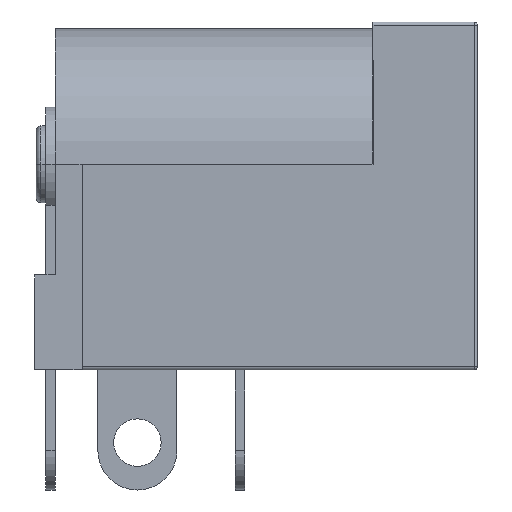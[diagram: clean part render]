
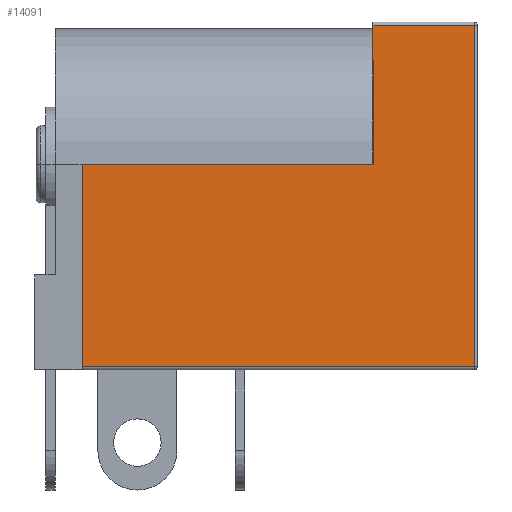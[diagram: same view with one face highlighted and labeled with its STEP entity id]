
A CAD part, left-side view. The second image highlights one B-rep face of the part: STEP entity #14091.
In plain terms, the highlighted planar face has unit normal (-1, 0, 0).
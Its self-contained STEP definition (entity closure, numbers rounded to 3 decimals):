
#21 = DIRECTION ( 'NONE',  ( 0., 1., 0. ) ) ;
#69 = CARTESIAN_POINT ( 'NONE',  ( -4.675, -3.7, 10.9 ) ) ;
#152 = ORIENTED_EDGE ( 'NONE', *, *, #6341, .T. ) ;
#942 = DIRECTION ( 'NONE',  ( 0., 0., 1. ) ) ;
#1058 = CARTESIAN_POINT ( 'NONE',  ( -4.675, -6.9, 0.1 ) ) ;
#1311 = CARTESIAN_POINT ( 'NONE',  ( -4.675, 5.5, 10. ) ) ;
#1348 = VECTOR ( 'NONE', #942, 1000. ) ;
#1589 = LINE ( 'NONE', #1311, #7975 ) ;
#1869 = DIRECTION ( 'NONE',  ( 0., -1., 0. ) ) ;
#2210 = CARTESIAN_POINT ( 'NONE',  ( -4.675, -3.7, 10.9 ) ) ;
#2281 = LINE ( 'NONE', #8056, #13220 ) ;
#2347 = CARTESIAN_POINT ( 'NONE',  ( -4.675, -6.9, 10.9 ) ) ;
#2888 = ORIENTED_EDGE ( 'NONE', *, *, #17789, .T. ) ;
#3413 = VERTEX_POINT ( 'NONE', #2347 ) ;
#3760 = LINE ( 'NONE', #13894, #1348 ) ;
#5062 = EDGE_CURVE ( 'NONE', #16305, #12774, #1589, .T. ) ;
#6252 = EDGE_CURVE ( 'NONE', #9287, #16305, #2281, .T. ) ;
#6341 = EDGE_CURVE ( 'NONE', #3413, #13318, #15846, .T. ) ;
#7271 = DIRECTION ( 'NONE',  ( 0., 0., -1. ) ) ;
#7281 = LINE ( 'NONE', #11802, #17343 ) ;
#7313 = CARTESIAN_POINT ( 'NONE',  ( -4.675, 5.5, 6.5 ) ) ;
#7694 = EDGE_LOOP ( 'NONE', ( #17305, #18566, #17612, #152, #2888, #13090 ) ) ;
#7975 = VECTOR ( 'NONE', #7271, 1000. ) ;
#8056 = CARTESIAN_POINT ( 'NONE',  ( -4.675, -17.062, 6.5 ) ) ;
#8620 = DIRECTION ( 'NONE',  ( 1., 0., 0. ) ) ;
#9287 = VERTEX_POINT ( 'NONE', #11351 ) ;
#10285 = CARTESIAN_POINT ( 'NONE',  ( -4.675, 7., 0.1 ) ) ;
#11351 = CARTESIAN_POINT ( 'NONE',  ( -4.675, -3.7, 6.5 ) ) ;
#11573 = DIRECTION ( 'NONE',  ( 0., 1., 0. ) ) ;
#11802 = CARTESIAN_POINT ( 'NONE',  ( -4.675, -3.7, 6.5 ) ) ;
#12774 = VERTEX_POINT ( 'NONE', #18114 ) ;
#12775 = FACE_OUTER_BOUND ( 'NONE', #7694, .T. ) ;
#13059 = PLANE ( 'NONE',  #18404 ) ;
#13090 = ORIENTED_EDGE ( 'NONE', *, *, #6252, .T. ) ;
#13220 = VECTOR ( 'NONE', #13817, 1000. ) ;
#13222 = DIRECTION ( 'NONE',  ( 0., 0., -1. ) ) ;
#13318 = VERTEX_POINT ( 'NONE', #2210 ) ;
#13817 = DIRECTION ( 'NONE',  ( 0., 1., 0. ) ) ;
#13894 = CARTESIAN_POINT ( 'NONE',  ( -4.675, -6.9, 11. ) ) ;
#14091 = ADVANCED_FACE ( 'NONE', ( #12775 ), #13059, .F. ) ;
#14898 = VERTEX_POINT ( 'NONE', #1058 ) ;
#15328 = VECTOR ( 'NONE', #11573, 1000. ) ;
#15611 = EDGE_CURVE ( 'NONE', #12774, #14898, #15945, .T. ) ;
#15846 = LINE ( 'NONE', #69, #15328 ) ;
#15945 = LINE ( 'NONE', #10285, #17910 ) ;
#16305 = VERTEX_POINT ( 'NONE', #7313 ) ;
#17305 = ORIENTED_EDGE ( 'NONE', *, *, #5062, .T. ) ;
#17343 = VECTOR ( 'NONE', #13222, 1000. ) ;
#17411 = CARTESIAN_POINT ( 'NONE',  ( -4.675, 7., 11. ) ) ;
#17612 = ORIENTED_EDGE ( 'NONE', *, *, #18030, .T. ) ;
#17789 = EDGE_CURVE ( 'NONE', #13318, #9287, #7281, .T. ) ;
#17910 = VECTOR ( 'NONE', #1869, 1000. ) ;
#18030 = EDGE_CURVE ( 'NONE', #14898, #3413, #3760, .T. ) ;
#18114 = CARTESIAN_POINT ( 'NONE',  ( -4.675, 5.5, 0.1 ) ) ;
#18404 = AXIS2_PLACEMENT_3D ( 'NONE', #17411, #8620, #21 ) ;
#18566 = ORIENTED_EDGE ( 'NONE', *, *, #15611, .T. ) ;
